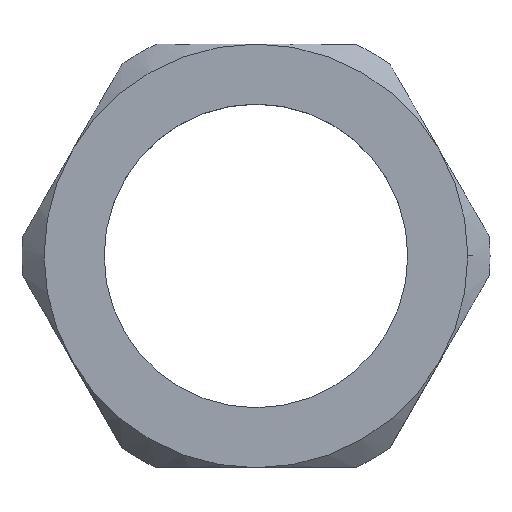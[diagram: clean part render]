
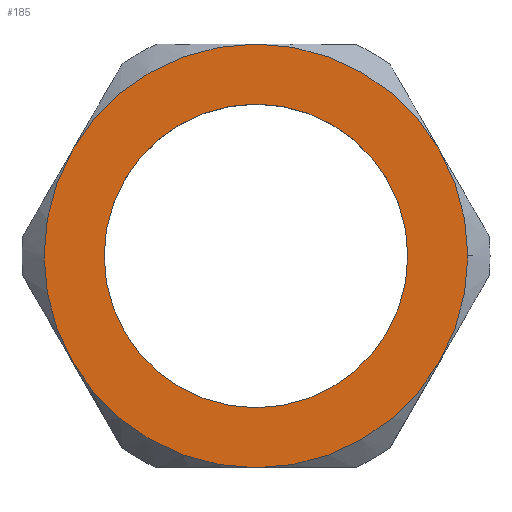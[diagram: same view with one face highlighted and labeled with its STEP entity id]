
A CAD part, top view. The second image highlights one B-rep face of the part: STEP entity #185.
In plain terms, the highlighted planar face has unit normal (0, 0, 1).
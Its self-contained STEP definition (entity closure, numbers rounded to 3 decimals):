
#7 = AXIS2_PLACEMENT_3D ( 'NONE', #791, #790, #789 ) ;
#33 = AXIS2_PLACEMENT_3D ( 'NONE', #788, #787, #786 ) ;
#34 = AXIS2_PLACEMENT_3D ( 'NONE', #828, #818, #817 ) ;
#38 = AXIS2_PLACEMENT_3D ( 'NONE', #816, #815, #814 ) ;
#39 = AXIS2_PLACEMENT_3D ( 'NONE', #834, #833, #832 ) ;
#48 = AXIS2_PLACEMENT_3D ( 'NONE', #701, #700, #699 ) ;
#49 = AXIS2_PLACEMENT_3D ( 'NONE', #813, #812, #811 ) ;
#51 = AXIS2_PLACEMENT_3D ( 'NONE', #807, #806, #805 ) ;
#55 = AXIS2_PLACEMENT_3D ( 'NONE', #785, #784, #783 ) ;
#69 = FACE_OUTER_BOUND ( 'NONE', #418, .T. ) ;
#73 = FACE_BOUND ( 'NONE', #416, .T. ) ;
#80 = AXIS2_PLACEMENT_3D ( 'NONE', #804, #803, #802 ) ;
#150 = EDGE_CURVE ( 'NONE', #464, #461, #201, .T. ) ;
#155 = EDGE_CURVE ( 'NONE', #440, #468, #199, .T. ) ;
#156 = EDGE_CURVE ( 'NONE', #468, #440, #192, .T. ) ;
#157 = EDGE_CURVE ( 'NONE', #453, #464, #239, .T. ) ;
#159 = EDGE_CURVE ( 'NONE', #461, #469, #197, .T. ) ;
#160 = EDGE_CURVE ( 'NONE', #469, #467, #198, .T. ) ;
#162 = EDGE_CURVE ( 'NONE', #467, #451, #195, .T. ) ;
#163 = EDGE_CURVE ( 'NONE', #451, #442, #191, .T. ) ;
#164 = EDGE_CURVE ( 'NONE', #442, #453, #190, .T. ) ;
#185 = ADVANCED_FACE ( 'NONE', ( #73, #69 ), #702, .T. ) ;
#190 = CIRCLE ( 'NONE', #55, 12. ) ;
#191 = CIRCLE ( 'NONE', #33, 12. ) ;
#192 = CIRCLE ( 'NONE', #38, 8.6 ) ;
#195 = CIRCLE ( 'NONE', #7, 12. ) ;
#197 = CIRCLE ( 'NONE', #51, 12. ) ;
#198 = CIRCLE ( 'NONE', #80, 12. ) ;
#199 = CIRCLE ( 'NONE', #34, 8.6 ) ;
#201 = CIRCLE ( 'NONE', #39, 12. ) ;
#239 = CIRCLE ( 'NONE', #49, 12. ) ;
#378 = ORIENTED_EDGE ( 'NONE', *, *, #156, .F. ) ;
#379 = ORIENTED_EDGE ( 'NONE', *, *, #155, .F. ) ;
#382 = ORIENTED_EDGE ( 'NONE', *, *, #157, .T. ) ;
#386 = ORIENTED_EDGE ( 'NONE', *, *, #150, .T. ) ;
#388 = ORIENTED_EDGE ( 'NONE', *, *, #159, .T. ) ;
#389 = ORIENTED_EDGE ( 'NONE', *, *, #162, .T. ) ;
#390 = ORIENTED_EDGE ( 'NONE', *, *, #160, .T. ) ;
#392 = ORIENTED_EDGE ( 'NONE', *, *, #163, .T. ) ;
#393 = ORIENTED_EDGE ( 'NONE', *, *, #164, .T. ) ;
#416 = EDGE_LOOP ( 'NONE', ( #379, #378 ) ) ;
#418 = EDGE_LOOP ( 'NONE', ( #382, #386, #388, #390, #389, #392, #393 ) ) ;
#440 = VERTEX_POINT ( 'NONE', #578 ) ;
#442 = VERTEX_POINT ( 'NONE', #576 ) ;
#451 = VERTEX_POINT ( 'NONE', #567 ) ;
#453 = VERTEX_POINT ( 'NONE', #565 ) ;
#461 = VERTEX_POINT ( 'NONE', #557 ) ;
#464 = VERTEX_POINT ( 'NONE', #505 ) ;
#467 = VERTEX_POINT ( 'NONE', #508 ) ;
#468 = VERTEX_POINT ( 'NONE', #509 ) ;
#469 = VERTEX_POINT ( 'NONE', #510 ) ;
#505 = CARTESIAN_POINT ( 'NONE',  ( 12., 0., 5. ) ) ;
#508 = CARTESIAN_POINT ( 'NONE',  ( -10.392, 6., 5. ) ) ;
#509 = CARTESIAN_POINT ( 'NONE',  ( 8.6, 0., 5. ) ) ;
#510 = CARTESIAN_POINT ( 'NONE',  ( 0., 12., 5. ) ) ;
#557 = CARTESIAN_POINT ( 'NONE',  ( 10.392, 6., 5. ) ) ;
#565 = CARTESIAN_POINT ( 'NONE',  ( 10.392, -6., 5. ) ) ;
#567 = CARTESIAN_POINT ( 'NONE',  ( -10.392, -6., 5. ) ) ;
#576 = CARTESIAN_POINT ( 'NONE',  ( 0., -12., 5. ) ) ;
#578 = CARTESIAN_POINT ( 'NONE',  ( -8.6, 0., 5. ) ) ;
#699 = DIRECTION ( 'NONE',  ( 1., 0., 0. ) ) ;
#700 = DIRECTION ( 'NONE',  ( 0., 0., 1. ) ) ;
#701 = CARTESIAN_POINT ( 'NONE',  ( 0., 0., 5. ) ) ;
#702 = PLANE ( 'NONE',  #48 ) ;
#783 = DIRECTION ( 'NONE',  ( 1., 0., 0. ) ) ;
#784 = DIRECTION ( 'NONE',  ( 0., 0., 1. ) ) ;
#785 = CARTESIAN_POINT ( 'NONE',  ( 0., 0., 5. ) ) ;
#786 = DIRECTION ( 'NONE',  ( 1., 0., 0. ) ) ;
#787 = DIRECTION ( 'NONE',  ( 0., 0., 1. ) ) ;
#788 = CARTESIAN_POINT ( 'NONE',  ( 0., 0., 5. ) ) ;
#789 = DIRECTION ( 'NONE',  ( 1., 0., 0. ) ) ;
#790 = DIRECTION ( 'NONE',  ( 0., 0., 1. ) ) ;
#791 = CARTESIAN_POINT ( 'NONE',  ( 0., 0., 5. ) ) ;
#802 = DIRECTION ( 'NONE',  ( 1., 0., 0. ) ) ;
#803 = DIRECTION ( 'NONE',  ( 0., 0., 1. ) ) ;
#804 = CARTESIAN_POINT ( 'NONE',  ( 0., 0., 5. ) ) ;
#805 = DIRECTION ( 'NONE',  ( 1., 0., 0. ) ) ;
#806 = DIRECTION ( 'NONE',  ( 0., 0., 1. ) ) ;
#807 = CARTESIAN_POINT ( 'NONE',  ( 0., 0., 5. ) ) ;
#811 = DIRECTION ( 'NONE',  ( 1., 0., 0. ) ) ;
#812 = DIRECTION ( 'NONE',  ( 0., 0., 1. ) ) ;
#813 = CARTESIAN_POINT ( 'NONE',  ( 0., 0., 5. ) ) ;
#814 = DIRECTION ( 'NONE',  ( 1., 0., 0. ) ) ;
#815 = DIRECTION ( 'NONE',  ( 0., 0., 1. ) ) ;
#816 = CARTESIAN_POINT ( 'NONE',  ( 0., 0., 5. ) ) ;
#817 = DIRECTION ( 'NONE',  ( 1., 0., 0. ) ) ;
#818 = DIRECTION ( 'NONE',  ( 0., 0., 1. ) ) ;
#828 = CARTESIAN_POINT ( 'NONE',  ( 0., 0., 5. ) ) ;
#832 = DIRECTION ( 'NONE',  ( 1., 0., 0. ) ) ;
#833 = DIRECTION ( 'NONE',  ( 0., 0., 1. ) ) ;
#834 = CARTESIAN_POINT ( 'NONE',  ( 0., 0., 5. ) ) ;
